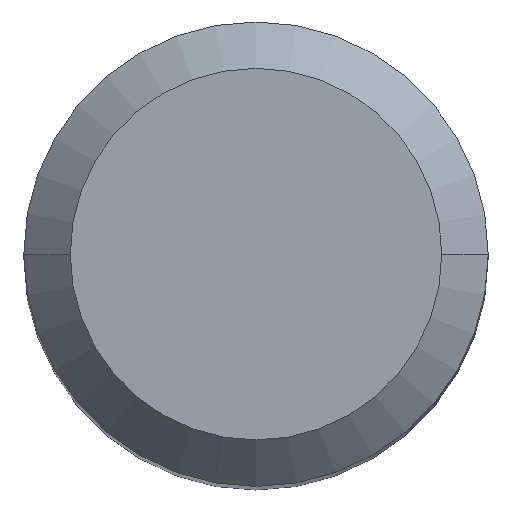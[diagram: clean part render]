
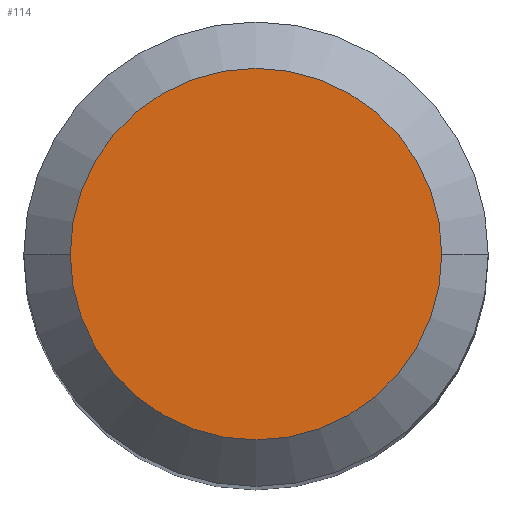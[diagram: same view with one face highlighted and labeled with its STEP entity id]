
A CAD part, top view. The second image highlights one B-rep face of the part: STEP entity #114.
In plain terms, the highlighted planar face has unit normal (0, 0, 1).
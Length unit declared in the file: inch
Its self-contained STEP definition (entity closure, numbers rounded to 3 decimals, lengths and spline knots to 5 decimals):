
#10 = EDGE_CURVE ( 'NONE', #255, #508, #46, .T. ) ;
#14 = DIRECTION ( 'NONE',  ( 1., 0., 0. ) ) ;
#46 = CIRCLE ( 'NONE', #73, 0.126 ) ;
#48 = EDGE_LOOP ( 'NONE', ( #126, #463 ) ) ;
#56 = EDGE_CURVE ( 'NONE', #508, #255, #361, .T. ) ;
#73 = AXIS2_PLACEMENT_3D ( 'NONE', #485, #122, #14 ) ;
#82 = DIRECTION ( 'NONE',  ( 0., 0., 1. ) ) ;
#114 = ADVANCED_FACE ( 'NONE', ( #247 ), #297, .F. ) ;
#122 = DIRECTION ( 'NONE',  ( 0., 0., 1. ) ) ;
#126 = ORIENTED_EDGE ( 'NONE', *, *, #10, .T. ) ;
#132 = CARTESIAN_POINT ( 'NONE',  ( 0., 0., 0. ) ) ;
#142 = CARTESIAN_POINT ( 'NONE',  ( -0.126, 0., 0. ) ) ;
#159 = CARTESIAN_POINT ( 'NONE',  ( 0., 0., 0. ) ) ;
#169 = AXIS2_PLACEMENT_3D ( 'NONE', #132, #212, #465 ) ;
#212 = DIRECTION ( 'NONE',  ( 0., 0., -1. ) ) ;
#247 = FACE_OUTER_BOUND ( 'NONE', #48, .T. ) ;
#255 = VERTEX_POINT ( 'NONE', #142 ) ;
#297 = PLANE ( 'NONE',  #169 ) ;
#317 = CARTESIAN_POINT ( 'NONE',  ( 0.126, 0., 0. ) ) ;
#361 = CIRCLE ( 'NONE', #394, 0.126 ) ;
#394 = AXIS2_PLACEMENT_3D ( 'NONE', #159, #82, #420 ) ;
#420 = DIRECTION ( 'NONE',  ( 1., 0., 0. ) ) ;
#463 = ORIENTED_EDGE ( 'NONE', *, *, #56, .T. ) ;
#465 = DIRECTION ( 'NONE',  ( -1., 0., 0. ) ) ;
#485 = CARTESIAN_POINT ( 'NONE',  ( 0., 0., 0. ) ) ;
#508 = VERTEX_POINT ( 'NONE', #317 ) ;
